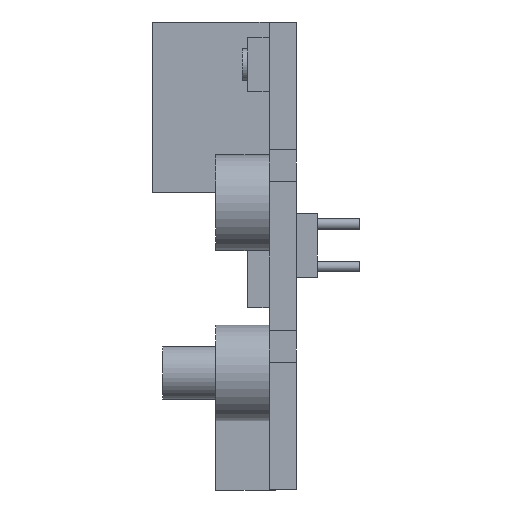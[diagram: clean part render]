
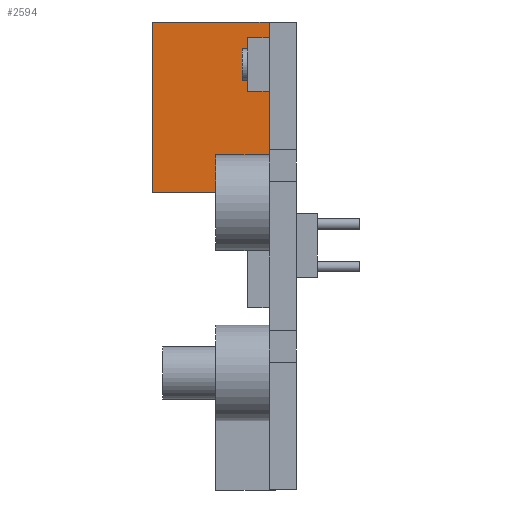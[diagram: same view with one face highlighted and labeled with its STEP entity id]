
A CAD part, left-side view. The second image highlights one B-rep face of the part: STEP entity #2594.
In plain terms, the highlighted planar face has unit normal (-1, 0, 0).
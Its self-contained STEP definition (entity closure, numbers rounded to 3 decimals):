
#163 = ORIENTED_EDGE ( 'NONE', *, *, #1513, .F. ) ;
#234 = LINE ( 'NONE', #827, #1895 ) ;
#247 = CARTESIAN_POINT ( 'NONE',  ( 15., 2.54, 22. ) ) ;
#269 = CARTESIAN_POINT ( 'NONE',  ( 15., 2.54, 6. ) ) ;
#325 = LINE ( 'NONE', #576, #1757 ) ;
#552 = VERTEX_POINT ( 'NONE', #2558 ) ;
#572 = VERTEX_POINT ( 'NONE', #2113 ) ;
#576 = CARTESIAN_POINT ( 'NONE',  ( 15., 13.54, 22. ) ) ;
#816 = CARTESIAN_POINT ( 'NONE',  ( 15., 13.54, 22. ) ) ;
#827 = CARTESIAN_POINT ( 'NONE',  ( 15., 13.54, 6. ) ) ;
#1025 = FACE_OUTER_BOUND ( 'NONE', #2936, .T. ) ;
#1270 = DIRECTION ( 'NONE',  ( 0., -1., 0. ) ) ;
#1285 = CARTESIAN_POINT ( 'NONE',  ( 15., 13.54, 6. ) ) ;
#1302 = PLANE ( 'NONE',  #2800 ) ;
#1356 = VECTOR ( 'NONE', #2549, 1000. ) ;
#1381 = VECTOR ( 'NONE', #1553, 1000. ) ;
#1513 = EDGE_CURVE ( 'NONE', #572, #552, #325, .T. ) ;
#1522 = DIRECTION ( 'NONE',  ( 0., 0., -1. ) ) ;
#1553 = DIRECTION ( 'NONE',  ( 0., 0., 1. ) ) ;
#1660 = ORIENTED_EDGE ( 'NONE', *, *, #2140, .F. ) ;
#1750 = DIRECTION ( 'NONE',  ( 0., -1., 0. ) ) ;
#1757 = VECTOR ( 'NONE', #1750, 1000. ) ;
#1776 = DIRECTION ( 'NONE',  ( 1., 0., 0. ) ) ;
#1895 = VECTOR ( 'NONE', #1270, 1000. ) ;
#1913 = VERTEX_POINT ( 'NONE', #269 ) ;
#2113 = CARTESIAN_POINT ( 'NONE',  ( 15., 13.54, 22. ) ) ;
#2140 = EDGE_CURVE ( 'NONE', #2990, #572, #3024, .T. ) ;
#2306 = ORIENTED_EDGE ( 'NONE', *, *, #2529, .T. ) ;
#2529 = EDGE_CURVE ( 'NONE', #2990, #1913, #234, .T. ) ;
#2549 = DIRECTION ( 'NONE',  ( 0., 0., 1. ) ) ;
#2558 = CARTESIAN_POINT ( 'NONE',  ( 15., 2.54, 22. ) ) ;
#2560 = EDGE_CURVE ( 'NONE', #1913, #552, #2810, .T. ) ;
#2594 = ADVANCED_FACE ( 'NONE', ( #1025 ), #1302, .F. ) ;
#2800 = AXIS2_PLACEMENT_3D ( 'NONE', #3088, #1776, #1522 ) ;
#2810 = LINE ( 'NONE', #247, #1381 ) ;
#2837 = ORIENTED_EDGE ( 'NONE', *, *, #2560, .T. ) ;
#2936 = EDGE_LOOP ( 'NONE', ( #2837, #163, #1660, #2306 ) ) ;
#2990 = VERTEX_POINT ( 'NONE', #1285 ) ;
#3024 = LINE ( 'NONE', #816, #1356 ) ;
#3088 = CARTESIAN_POINT ( 'NONE',  ( 15., 13.54, 22. ) ) ;
